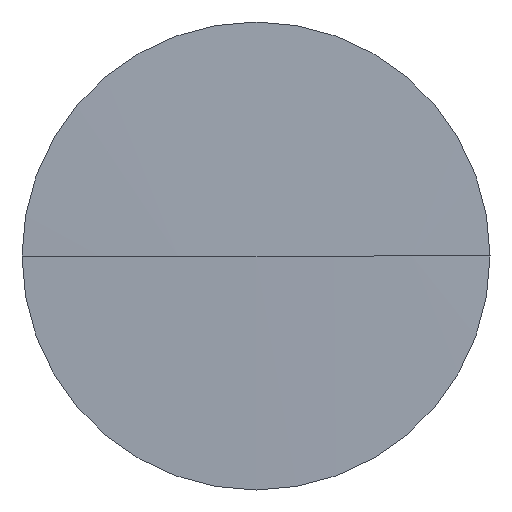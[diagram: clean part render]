
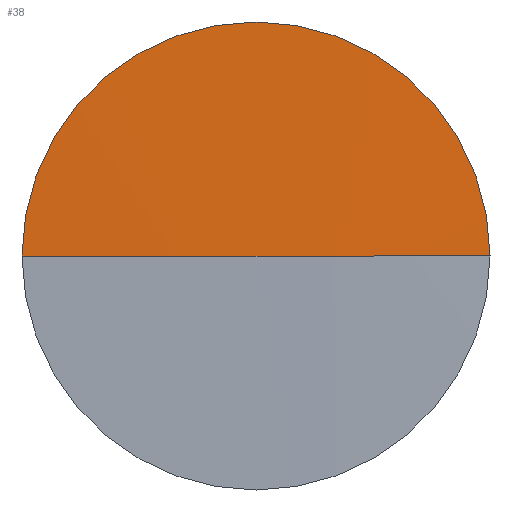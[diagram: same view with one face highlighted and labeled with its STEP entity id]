
A CAD part, left-side view. The second image highlights one B-rep face of the part: STEP entity #38.
In plain terms, the highlighted spherical face has radius 482.762 mm.
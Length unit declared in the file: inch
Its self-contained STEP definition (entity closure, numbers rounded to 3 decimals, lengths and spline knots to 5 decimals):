
#6 = CARTESIAN_POINT ( 'NONE',  ( 0.08204, -0.00926, -0.037 ) ) ;
#7 = AXIS2_PLACEMENT_3D ( 'NONE', #6, #8, #9 ) ;
#8 = DIRECTION ( 'NONE',  ( 0., 0., 1. ) ) ;
#9 = DIRECTION ( 'NONE',  ( 0., 1., 0. ) ) ;
#10 = SPHERICAL_SURFACE ( 'NONE', #7, 19.00638 ) ;
#38 = ADVANCED_FACE ( 'NONE', ( #146 ), #10, .T. ) ;
#39 = EDGE_LOOP ( 'NONE', ( #40, #44, #47 ) ) ;
#40 = ORIENTED_EDGE ( 'NONE', *, *, #41, .F. ) ;
#41 = EDGE_CURVE ( 'NONE', #42, #43, #194, .T. ) ;
#42 = VERTEX_POINT ( 'NONE', #189 ) ;
#43 = VERTEX_POINT ( 'NONE', #188 ) ;
#44 = ORIENTED_EDGE ( 'NONE', *, *, #45, .T. ) ;
#45 = EDGE_CURVE ( 'NONE', #42, #46, #187, .T. ) ;
#46 = VERTEX_POINT ( 'NONE', #182 ) ;
#47 = ORIENTED_EDGE ( 'NONE', *, *, #48, .F. ) ;
#48 = EDGE_CURVE ( 'NONE', #43, #46, #180, .T. ) ;
#146 = FACE_OUTER_BOUND ( 'NONE', #39, .T. ) ;
#176 = DIRECTION ( 'NONE',  ( 0., 1., 0. ) ) ;
#177 = DIRECTION ( 'NONE',  ( 1., 0., 0. ) ) ;
#178 = CARTESIAN_POINT ( 'NONE',  ( -18.91776, -0.00926, -0.037 ) ) ;
#179 = AXIS2_PLACEMENT_3D ( 'NONE', #178, #177, #176 ) ;
#180 = CIRCLE ( 'NONE', #179, 0.5 ) ;
#182 = CARTESIAN_POINT ( 'NONE',  ( -18.91776, -0.50926, -0.037 ) ) ;
#183 = DIRECTION ( 'NONE',  ( 0., -1., 0. ) ) ;
#184 = DIRECTION ( 'NONE',  ( 0., 0., 1. ) ) ;
#185 = CARTESIAN_POINT ( 'NONE',  ( 0.08204, -0.00926, -0.037 ) ) ;
#186 = AXIS2_PLACEMENT_3D ( 'NONE', #185, #184, #183 ) ;
#187 = CIRCLE ( 'NONE', #186, 19.00638 ) ;
#188 = CARTESIAN_POINT ( 'NONE',  ( -18.91776, 0.49074, -0.037 ) ) ;
#189 = CARTESIAN_POINT ( 'NONE',  ( -18.92434, -0.00926, -0.037 ) ) ;
#190 = DIRECTION ( 'NONE',  ( -1., 0., 0. ) ) ;
#191 = DIRECTION ( 'NONE',  ( 0., 0., -1. ) ) ;
#192 = CARTESIAN_POINT ( 'NONE',  ( 0.08204, -0.00926, -0.037 ) ) ;
#193 = AXIS2_PLACEMENT_3D ( 'NONE', #192, #191, #190 ) ;
#194 = CIRCLE ( 'NONE', #193, 19.00638 ) ;
